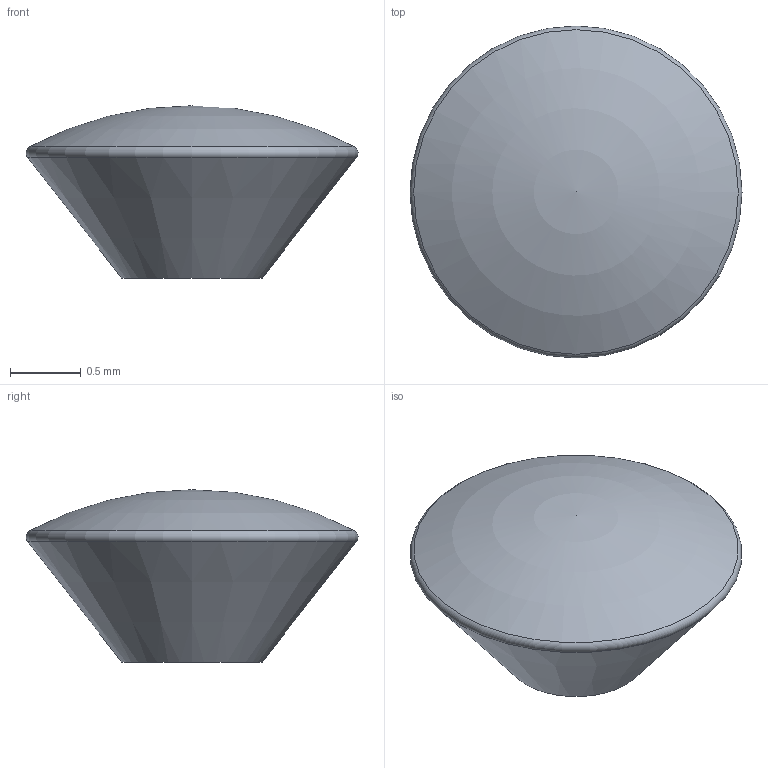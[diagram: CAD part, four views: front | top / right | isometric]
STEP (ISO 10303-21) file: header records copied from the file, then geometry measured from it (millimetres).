
FILE_DESCRIPTION(/* description */ (''),/* implementation_level */ '2;1');
FILE_NAME(/* name */ 'LED RGB 4-PLCC 3228 2.1MM LENS.step',/* time_stamp */ '2020-05-21T13:38:12+01:00',/* author */ (''),/* organization */ (''),/* preprocessor_version */ 'ST-DEVELOPER v18.1',/* originating_system */ 'Autodesk Translation Framework v9.2.0.1227',/* authorisation */ '');
FILE_SCHEMA (('AUTOMOTIVE_DESIGN { 1 0 10303 214 3 1 1 }'));
Length unit declared in the file: millimetre
Products named in the file (1): Cree - LED 4-PLCC 3228 2.1MM
Bounding box: 2.35 x 2.35 x 1.22 mm (x, y, z)
Volume: 2.9 mm3; surface area: 11.5 mm2
Topology: 1 solids, 1 shells, 4 faces, 11 edges, 8 vertices
Faces by surface type: torus 1, cone 1, sphere 1, plane 1
Entity records: 217 total; most frequent: DIRECTION 29, CARTESIAN_POINT 23, ORIENTED_EDGE 20, AXIS2_PLACEMENT_3D 14, EDGE_CURVE 10, CIRCLE 9, VERTEX_POINT 8, PRESENTATION_STYLE_ASSIGNMENT 8
